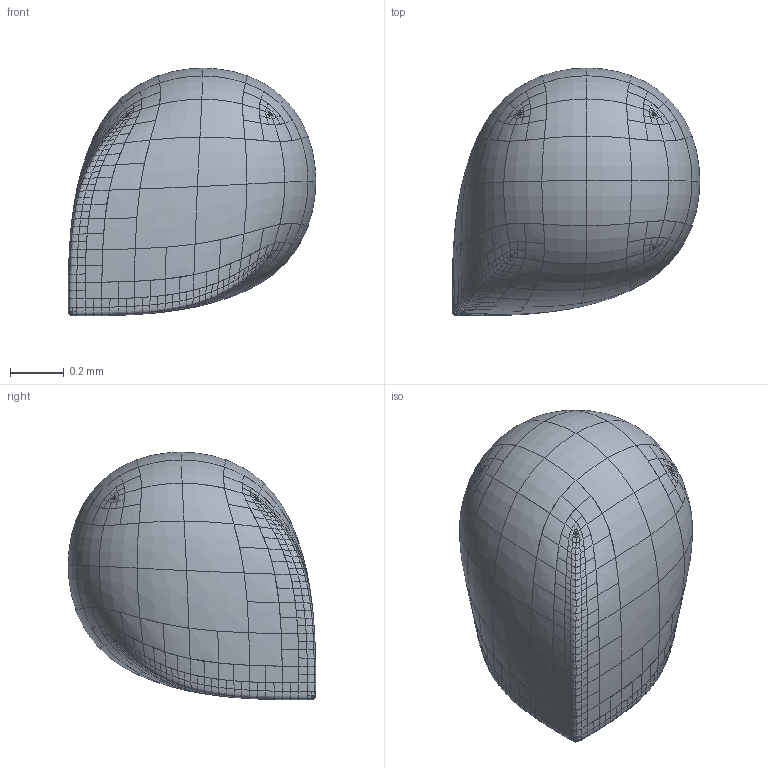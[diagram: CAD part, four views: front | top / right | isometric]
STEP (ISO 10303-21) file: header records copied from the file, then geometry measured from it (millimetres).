
FILE_DESCRIPTION(('Shape Data from Truck'), '2;1');
FILE_NAME('', '2025-11-24 21:57:02.430037928', (('')), (('')), 'truck', '', '');
FILE_SCHEMA(('ISO-10303-042'));
Length unit declared in the file: millimetre
Bounding box: 0.92 x 0.92 x 0.92 mm (x, y, z)
Surface area: 2.9 mm2 (no closed solid volume)
Topology: 0 solids, 852 shells, 852 faces, 3408 edges, 3408 vertices
Faces by surface type: bspline 852
Entity records: 18757 total; most frequent: CARTESIAN_POINT 13632, FACE_SURFACE 852, FACE_BOUND 852, VERTEX_LOOP 852, VERTEX_POINT 852, POINT_ON_SURFACE 852, B_SPLINE_SURFACE_WITH_KNOTS 852, APPLICATION_PROTOCOL_DEFINITION 1
